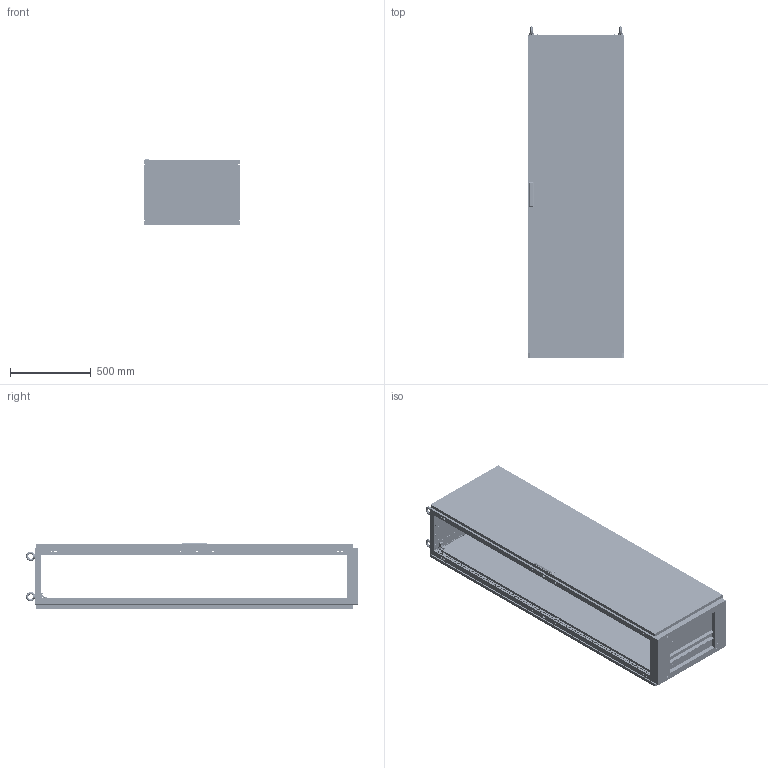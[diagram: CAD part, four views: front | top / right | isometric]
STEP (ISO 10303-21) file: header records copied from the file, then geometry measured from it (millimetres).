
FILE_DESCRIPTION (( 'STEP AP214' ), '1' );
FILE_NAME ('0395-6020-40-17.step', '2017-06-09T06:52:13', ( '' ), ( '' ), 'SwSTEP 2.0', 'SolidWorks 2014', '' );
FILE_SCHEMA (( 'AUTOMOTIVE_DESIGN' ));
Length unit declared in the file: millimetre
Products named in the file (13): BODENPLATTE_MI; BODENPLATTE_HI; TUER; RUECKWAND; DACHPLATTE; KORPUS; 0395-6020-40-17; RASTHALTERUNG_RE; RASTHALTERUNG_LI; ARRETIERWINKEL_RE; ARRETIERWINKEL_LI; MONTAGEPLATTE; BODENPLATTE_VO
Assembly tree (12 placements, depth 2):
  0395-6020-40-17
    KORPUS
    DACHPLATTE
    RUECKWAND
    TUER
    BODENPLATTE_HI
    BODENPLATTE_MI
    BODENPLATTE_VO
    MONTAGEPLATTE
    ARRETIERWINKEL_LI
    ARRETIERWINKEL_RE
    RASTHALTERUNG_LI
    RASTHALTERUNG_RE
Bounding box: 600 x 2057.99 x 408.5 mm (x, y, z)
Volume: 12242115.6 mm3; surface area: 12180341.3 mm2
Topology: 27 solids, 31 shells, 7505 faces, 21301 edges, 14146 vertices
Faces by surface type: plane 4478, cylinder 2874, cone 117, bspline 20, torus 16
Entity records: 273400 total; most frequent: CARTESIAN_POINT 44896, ORIENTED_EDGE 42602, DIRECTION 42045, EDGE_CURVE 21301, VECTOR 15135, LINE 15135, VERTEX_POINT 14146, AXIS2_PLACEMENT_3D 13455
